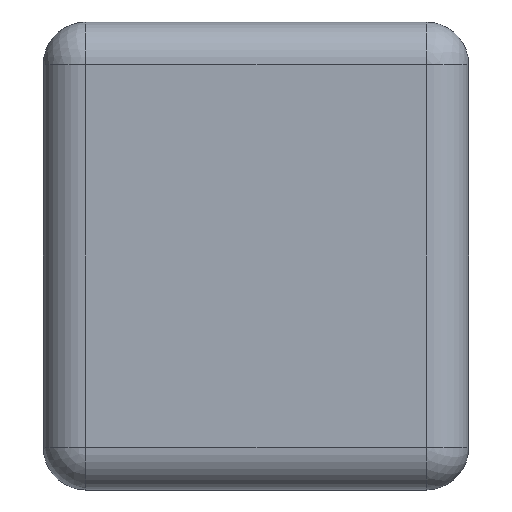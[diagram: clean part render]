
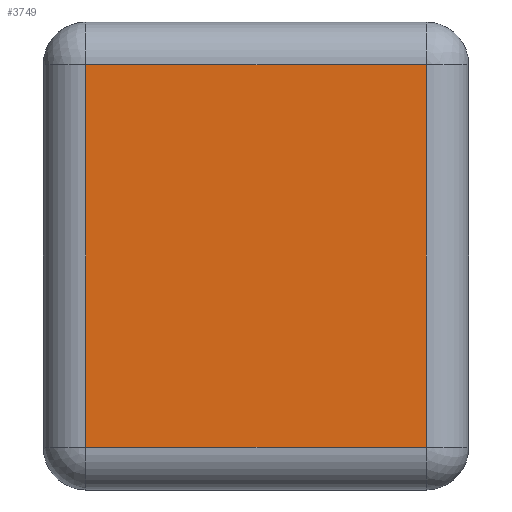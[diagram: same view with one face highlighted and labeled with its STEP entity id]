
A CAD part, left-side view. The second image highlights one B-rep face of the part: STEP entity #3749.
In plain terms, the highlighted planar face has unit normal (-1, 0, 0).
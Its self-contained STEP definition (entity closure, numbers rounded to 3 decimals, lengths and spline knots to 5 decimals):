
#179=FACE_OUTER_BOUND('',#387,.T.);
#387=EDGE_LOOP('',(#2555,#2556,#2557,#2558));
#607=LINE('',#5658,#975);
#608=LINE('',#5660,#976);
#609=LINE('',#5662,#977);
#610=LINE('',#5663,#978);
#975=VECTOR('',#4458,0.4);
#976=VECTOR('',#4459,0.45);
#977=VECTOR('',#4460,0.4);
#978=VECTOR('',#4461,0.45);
#1551=VERTEX_POINT('',#5656);
#1552=VERTEX_POINT('',#5657);
#1553=VERTEX_POINT('',#5659);
#1554=VERTEX_POINT('',#5661);
#1943=EDGE_CURVE('',#1551,#1552,#607,.T.);
#1944=EDGE_CURVE('',#1553,#1551,#608,.T.);
#1945=EDGE_CURVE('',#1554,#1553,#609,.T.);
#1946=EDGE_CURVE('',#1552,#1554,#610,.T.);
#2555=ORIENTED_EDGE('',*,*,#1943,.F.);
#2556=ORIENTED_EDGE('',*,*,#1944,.F.);
#2557=ORIENTED_EDGE('',*,*,#1945,.F.);
#2558=ORIENTED_EDGE('',*,*,#1946,.F.);
#3641=PLANE('',#3978);
#3749=ADVANCED_FACE('',(#179),#3641,.T.);
#3978=AXIS2_PLACEMENT_3D('',#5655,#4456,#4457);
#4456=DIRECTION('center_axis',(-1.,0.,0.));
#4457=DIRECTION('ref_axis',(0.,-1.,0.));
#4458=DIRECTION('',(0.,1.,0.));
#4459=DIRECTION('',(0.,0.,-1.));
#4460=DIRECTION('',(0.,-1.,0.));
#4461=DIRECTION('',(0.,0.,1.));
#5655=CARTESIAN_POINT('Origin',(-0.5,0.25,0.));
#5656=CARTESIAN_POINT('',(-0.5,-0.2,0.05));
#5657=CARTESIAN_POINT('',(-0.5,0.2,0.05));
#5658=CARTESIAN_POINT('',(-0.5,0.125,0.05));
#5659=CARTESIAN_POINT('',(-0.5,-0.2,0.5));
#5660=CARTESIAN_POINT('',(-0.5,-0.2,0.));
#5661=CARTESIAN_POINT('',(-0.5,0.2,0.5));
#5662=CARTESIAN_POINT('',(-0.5,0.125,0.5));
#5663=CARTESIAN_POINT('',(-0.5,0.2,0.));
